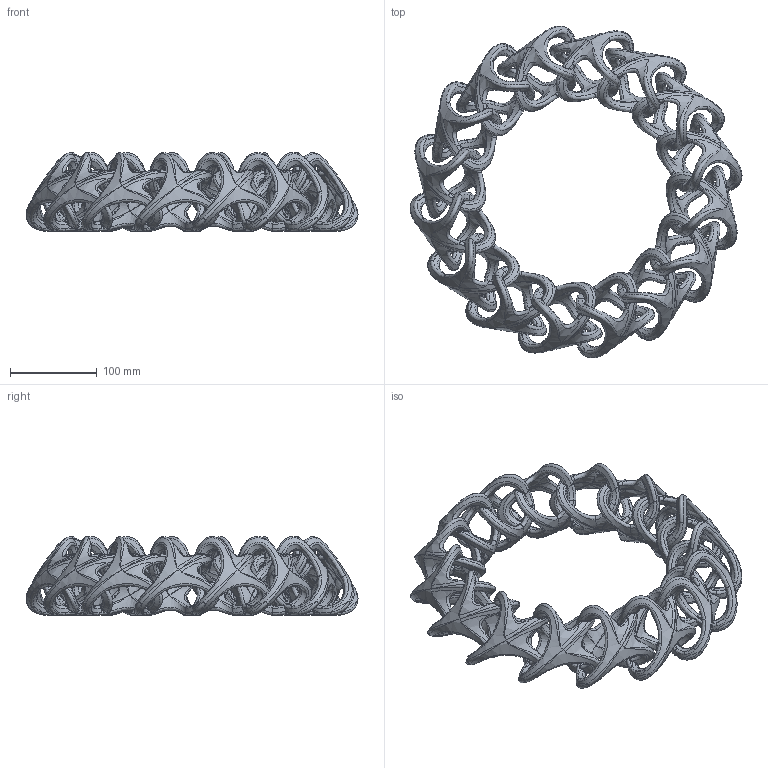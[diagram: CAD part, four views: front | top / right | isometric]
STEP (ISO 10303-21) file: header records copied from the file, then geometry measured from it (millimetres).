
FILE_DESCRIPTION(('FreeCAD Model'),'2;1');
FILE_NAME('Open CASCADE Shape Model','2025-05-04T09:47:27',('FreeCAD'),( 'FreeCAD'),'Open CASCADE STEP processor 7.6','FreeCAD','Unknown');
FILE_SCHEMA(('AUTOMOTIVE_DESIGN { 1 0 10303 214 1 1 1 1 }'));
Products named in the file (1): Open CASCADE STEP translator 7.6 1
Bounding box: 382.92 x 382.92 x 90.77 mm (x, y, z)
Volume: 980562.6 mm3; surface area: 304033.1 mm2
Topology: 1 solids, 1 shells, 2384 faces, 5872 edges, 3104 vertices
Faces by surface type: bspline 2384
Entity records: 140293 total; most frequent: CARTESIAN_POINT 107828, ORIENTED_EDGE 11232, EDGE_CURVE 5616, B_SPLINE_CURVE_WITH_KNOTS 3280, VERTEX_POINT 3104, ADVANCED_FACE 2384, FACE_BOUND 2384, EDGE_LOOP 2384
